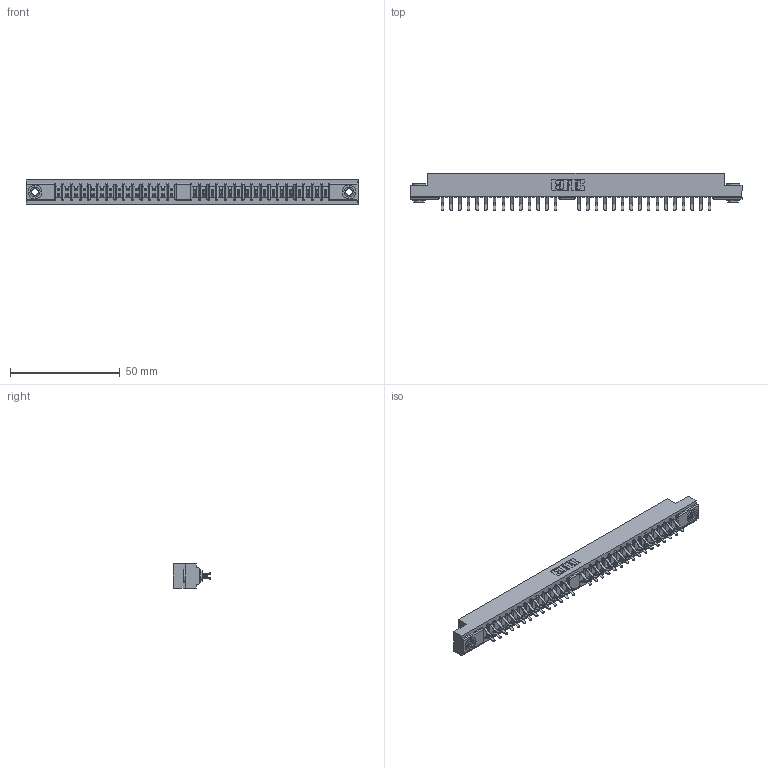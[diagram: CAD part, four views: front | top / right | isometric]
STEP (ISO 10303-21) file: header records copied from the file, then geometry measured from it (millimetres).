
FILE_DESCRIPTION (( 'STEP AP203' ), '1' );
FILE_NAME ('310-060-556-203.STEP', '2020-03-25T14:13:17', ( '' ), ( '' ), 'SwSTEP 2.0', 'SolidWorks 2016', '' );
FILE_SCHEMA (( 'CONFIG_CONTROL_DESIGN' ));
Length unit declared in the file: millimetre
Products named in the file (4): 310-060-556-203; 307-290-001_556; 345-250-002_345-250-002-102; 310 Part_.116 Hex
Assembly tree (63 placements, depth 2):
  310-060-556-203
    310 Part_.116 Hex
    307-290-001_556  x60
    345-250-002_345-250-002-102  x2
Bounding box: 151.21 x 16.92 x 10.97 mm (x, y, z)
Volume: 13000.9 mm3; surface area: 17859.8 mm2
Topology: 63 solids, 63 shells, 3218 faces, 8993 edges, 5822 vertices
Faces by surface type: plane 2088, cylinder 1058, sphere 64, cone 8
Entity records: 29751 total; most frequent: CARTESIAN_POINT 4856, ORIENTED_EDGE 4802, DIRECTION 4777, EDGE_CURVE 2401, LINE 1835, VECTOR 1835, VERTEX_POINT 1550, AXIS2_PLACEMENT_3D 1471
